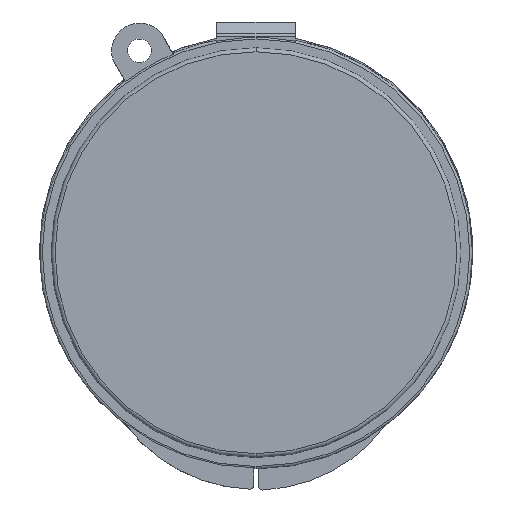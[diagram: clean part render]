
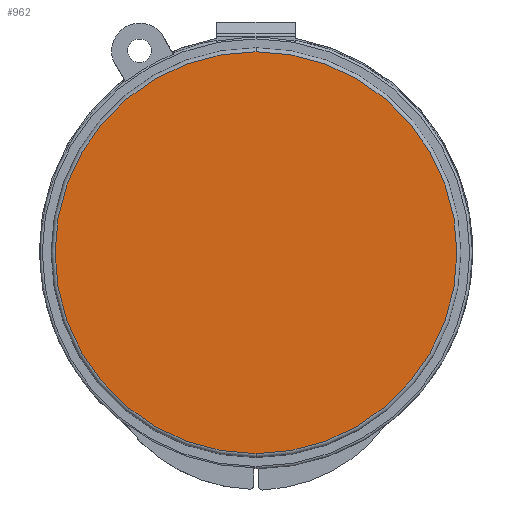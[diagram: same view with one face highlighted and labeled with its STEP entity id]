
A CAD part, front view. The second image highlights one B-rep face of the part: STEP entity #962.
In plain terms, the highlighted planar face has unit normal (0, -1, 0).
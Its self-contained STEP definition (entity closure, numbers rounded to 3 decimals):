
#84 = CARTESIAN_POINT ( 'NONE',  ( 0., 0., 0. ) ) ;
#287 = EDGE_CURVE ( 'NONE', #1503, #1208, #875, .T. ) ;
#465 = DIRECTION ( 'NONE',  ( 0., 0., 1. ) ) ;
#472 = AXIS2_PLACEMENT_3D ( 'NONE', #789, #2505, #1393 ) ;
#485 = ORIENTED_EDGE ( 'NONE', *, *, #785, .T. ) ;
#531 = DIRECTION ( 'NONE',  ( 0., 1., 0. ) ) ;
#557 = PLANE ( 'NONE',  #1650 ) ;
#573 = DIRECTION ( 'NONE',  ( 0., 0., 1. ) ) ;
#785 = EDGE_CURVE ( 'NONE', #1208, #1503, #2706, .T. ) ;
#789 = CARTESIAN_POINT ( 'NONE',  ( 0., 0., 0. ) ) ;
#875 = CIRCLE ( 'NONE', #472, 25.5 ) ;
#933 = DIRECTION ( 'NONE',  ( 0., -1., 0. ) ) ;
#962 = ADVANCED_FACE ( 'NONE', ( #1018 ), #557, .F. ) ;
#1018 = FACE_OUTER_BOUND ( 'NONE', #1851, .T. ) ;
#1208 = VERTEX_POINT ( 'NONE', #1622 ) ;
#1393 = DIRECTION ( 'NONE',  ( 0., 0., 1. ) ) ;
#1503 = VERTEX_POINT ( 'NONE', #2725 ) ;
#1622 = CARTESIAN_POINT ( 'NONE',  ( 0., 0., -25.5 ) ) ;
#1650 = AXIS2_PLACEMENT_3D ( 'NONE', #2732, #531, #573 ) ;
#1743 = ORIENTED_EDGE ( 'NONE', *, *, #287, .T. ) ;
#1851 = EDGE_LOOP ( 'NONE', ( #1743, #485 ) ) ;
#2331 = AXIS2_PLACEMENT_3D ( 'NONE', #84, #933, #465 ) ;
#2505 = DIRECTION ( 'NONE',  ( 0., -1., 0. ) ) ;
#2706 = CIRCLE ( 'NONE', #2331, 25.5 ) ;
#2725 = CARTESIAN_POINT ( 'NONE',  ( 0., 0., 25.5 ) ) ;
#2732 = CARTESIAN_POINT ( 'NONE',  ( 0., 0., 0. ) ) ;
